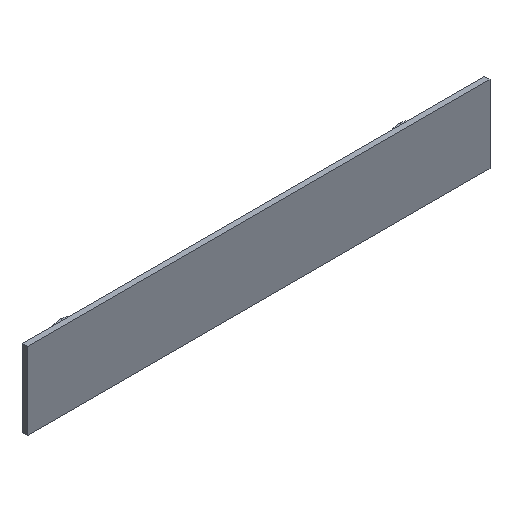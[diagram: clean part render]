
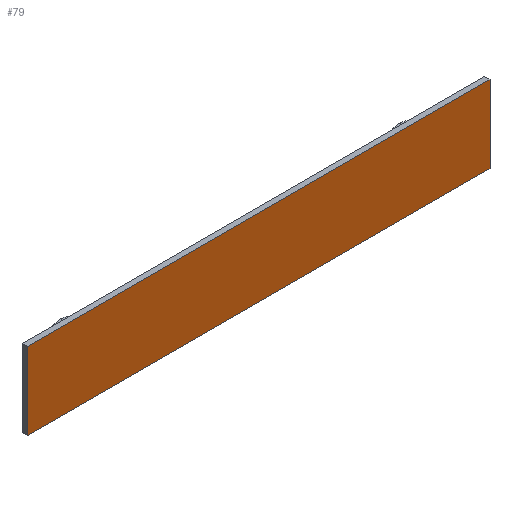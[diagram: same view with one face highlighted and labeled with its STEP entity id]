
A CAD part, isometric view. The second image highlights one B-rep face of the part: STEP entity #79.
In plain terms, the highlighted planar face has unit normal (0, -1, 0).
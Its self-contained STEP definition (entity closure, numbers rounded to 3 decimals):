
#4 = LINE ( 'NONE', #210, #155 ) ;
#13 = VECTOR ( 'NONE', #198, 1000. ) ;
#38 = VERTEX_POINT ( 'NONE', #310 ) ;
#39 = VECTOR ( 'NONE', #297, 1000. ) ;
#43 = CARTESIAN_POINT ( 'NONE',  ( -300., 0., 50. ) ) ;
#48 = VERTEX_POINT ( 'NONE', #98 ) ;
#66 = CARTESIAN_POINT ( 'NONE',  ( 300., 0., -50. ) ) ;
#76 = DIRECTION ( 'NONE',  ( 0., 1., 0. ) ) ;
#79 = ADVANCED_FACE ( 'NONE', ( #228 ), #103, .F. ) ;
#82 = CARTESIAN_POINT ( 'NONE',  ( 300., 0., 50. ) ) ;
#98 = CARTESIAN_POINT ( 'NONE',  ( 300., 0., -50. ) ) ;
#103 = PLANE ( 'NONE',  #291 ) ;
#111 = DIRECTION ( 'NONE',  ( 1., 0., 0. ) ) ;
#116 = LINE ( 'NONE', #66, #13 ) ;
#144 = EDGE_CURVE ( 'NONE', #38, #48, #320, .T. ) ;
#155 = VECTOR ( 'NONE', #111, 1000. ) ;
#181 = EDGE_LOOP ( 'NONE', ( #328, #305, #277, #249 ) ) ;
#198 = DIRECTION ( 'NONE',  ( -1., 0., 0. ) ) ;
#207 = CARTESIAN_POINT ( 'NONE',  ( 0., 0., 0. ) ) ;
#210 = CARTESIAN_POINT ( 'NONE',  ( 300., 0., 50. ) ) ;
#216 = VECTOR ( 'NONE', #318, 1000. ) ;
#228 = FACE_OUTER_BOUND ( 'NONE', #181, .T. ) ;
#238 = CARTESIAN_POINT ( 'NONE',  ( -300., 0., 50. ) ) ;
#249 = ORIENTED_EDGE ( 'NONE', *, *, #251, .F. ) ;
#251 = EDGE_CURVE ( 'NONE', #271, #38, #4, .T. ) ;
#271 = VERTEX_POINT ( 'NONE', #238 ) ;
#276 = LINE ( 'NONE', #43, #39 ) ;
#277 = ORIENTED_EDGE ( 'NONE', *, *, #144, .F. ) ;
#287 = EDGE_CURVE ( 'NONE', #48, #303, #116, .T. ) ;
#291 = AXIS2_PLACEMENT_3D ( 'NONE', #207, #76, #308 ) ;
#297 = DIRECTION ( 'NONE',  ( 0., 0., 1. ) ) ;
#303 = VERTEX_POINT ( 'NONE', #333 ) ;
#305 = ORIENTED_EDGE ( 'NONE', *, *, #287, .F. ) ;
#308 = DIRECTION ( 'NONE',  ( 0., 0., 1. ) ) ;
#310 = CARTESIAN_POINT ( 'NONE',  ( 300., 0., 50. ) ) ;
#318 = DIRECTION ( 'NONE',  ( 0., 0., -1. ) ) ;
#320 = LINE ( 'NONE', #82, #216 ) ;
#328 = ORIENTED_EDGE ( 'NONE', *, *, #329, .F. ) ;
#329 = EDGE_CURVE ( 'NONE', #303, #271, #276, .T. ) ;
#333 = CARTESIAN_POINT ( 'NONE',  ( -300., 0., -50. ) ) ;
